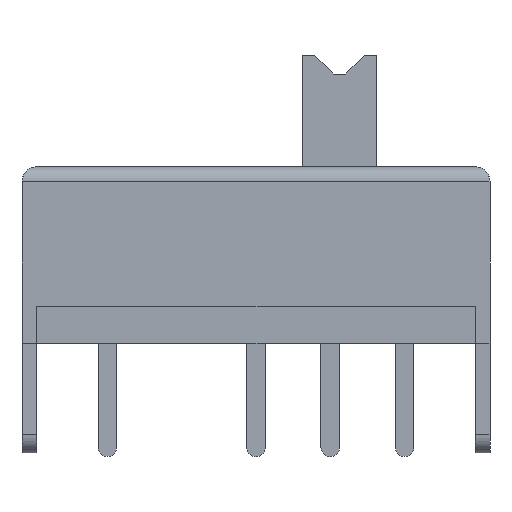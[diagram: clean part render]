
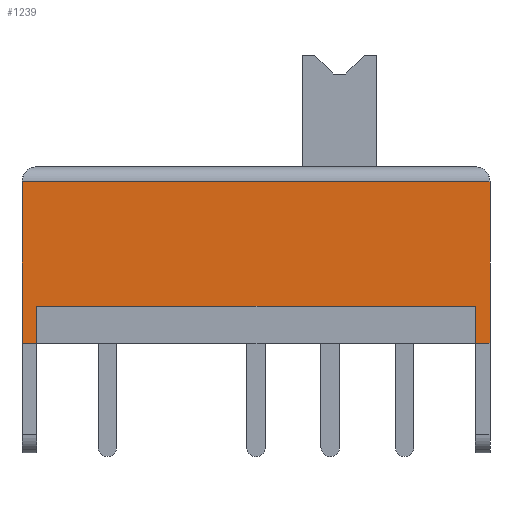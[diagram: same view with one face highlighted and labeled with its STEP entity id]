
A CAD part, front view. The second image highlights one B-rep face of the part: STEP entity #1239.
In plain terms, the highlighted planar face has unit normal (0, -1, 0).
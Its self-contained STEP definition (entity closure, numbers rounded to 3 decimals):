
#12 = CARTESIAN_POINT ( 'NONE',  ( -5.9, -2.3, 1. ) ) ;
#63 = DIRECTION ( 'NONE',  ( 0., 0., -1. ) ) ;
#93 = EDGE_CURVE ( 'NONE', #458, #137, #237, .T. ) ;
#97 = LINE ( 'NONE', #871, #1287 ) ;
#133 = VERTEX_POINT ( 'NONE', #1997 ) ;
#137 = VERTEX_POINT ( 'NONE', #705 ) ;
#216 = ORIENTED_EDGE ( 'NONE', *, *, #93, .T. ) ;
#219 = DIRECTION ( 'NONE',  ( 0., 0., -1. ) ) ;
#237 = LINE ( 'NONE', #1045, #808 ) ;
#323 = VECTOR ( 'NONE', #957, 1000. ) ;
#334 = CARTESIAN_POINT ( 'NONE',  ( -6.3, -2.3, 4.75 ) ) ;
#356 = DIRECTION ( 'NONE',  ( 0., 0., 1. ) ) ;
#458 = VERTEX_POINT ( 'NONE', #1680 ) ;
#464 = LINE ( 'NONE', #1056, #1477 ) ;
#509 = AXIS2_PLACEMENT_3D ( 'NONE', #334, #1953, #356 ) ;
#567 = EDGE_CURVE ( 'NONE', #1316, #1398, #97, .T. ) ;
#578 = ORIENTED_EDGE ( 'NONE', *, *, #1518, .T. ) ;
#705 = CARTESIAN_POINT ( 'NONE',  ( 5.9, -2.3, 0. ) ) ;
#722 = EDGE_CURVE ( 'NONE', #458, #1316, #1645, .T. ) ;
#730 = VERTEX_POINT ( 'NONE', #786 ) ;
#760 = VECTOR ( 'NONE', #1652, 1000. ) ;
#772 = EDGE_CURVE ( 'NONE', #133, #1092, #1496, .T. ) ;
#786 = CARTESIAN_POINT ( 'NONE',  ( -6.3, -2.3, 0. ) ) ;
#808 = VECTOR ( 'NONE', #219, 1000. ) ;
#838 = ORIENTED_EDGE ( 'NONE', *, *, #1210, .T. ) ;
#871 = CARTESIAN_POINT ( 'NONE',  ( -5.9, -2.3, 1. ) ) ;
#915 = ORIENTED_EDGE ( 'NONE', *, *, #722, .F. ) ;
#957 = DIRECTION ( 'NONE',  ( -1., 0., 0. ) ) ;
#1028 = DIRECTION ( 'NONE',  ( 0., 0., -1. ) ) ;
#1045 = CARTESIAN_POINT ( 'NONE',  ( 5.9, -2.3, 1. ) ) ;
#1056 = CARTESIAN_POINT ( 'NONE',  ( -6.3, -2.3, 0. ) ) ;
#1058 = ORIENTED_EDGE ( 'NONE', *, *, #1977, .T. ) ;
#1061 = EDGE_CURVE ( 'NONE', #133, #2069, #1766, .T. ) ;
#1092 = VERTEX_POINT ( 'NONE', #1236 ) ;
#1142 = ORIENTED_EDGE ( 'NONE', *, *, #567, .F. ) ;
#1149 = LINE ( 'NONE', #1284, #1583 ) ;
#1168 = DIRECTION ( 'NONE',  ( 0., 0., -1. ) ) ;
#1191 = CARTESIAN_POINT ( 'NONE',  ( 6.3, -2.3, 0. ) ) ;
#1210 = EDGE_CURVE ( 'NONE', #1092, #730, #1149, .T. ) ;
#1236 = CARTESIAN_POINT ( 'NONE',  ( -6.3, -2.3, 4.35 ) ) ;
#1239 = ADVANCED_FACE ( 'NONE', ( #1431 ), #1501, .F. ) ;
#1284 = CARTESIAN_POINT ( 'NONE',  ( -6.3, -2.3, 4.75 ) ) ;
#1287 = VECTOR ( 'NONE', #1028, 1000. ) ;
#1294 = CARTESIAN_POINT ( 'NONE',  ( -5.9, -2.3, 1. ) ) ;
#1316 = VERTEX_POINT ( 'NONE', #12 ) ;
#1328 = CARTESIAN_POINT ( 'NONE',  ( -6.3, -2.3, 4.35 ) ) ;
#1332 = VECTOR ( 'NONE', #63, 1000. ) ;
#1398 = VERTEX_POINT ( 'NONE', #2006 ) ;
#1431 = FACE_OUTER_BOUND ( 'NONE', #1524, .T. ) ;
#1464 = DIRECTION ( 'NONE',  ( 1., 0., 0. ) ) ;
#1477 = VECTOR ( 'NONE', #1709, 1000. ) ;
#1478 = CARTESIAN_POINT ( 'NONE',  ( -6.3, -2.3, 0. ) ) ;
#1496 = LINE ( 'NONE', #1328, #760 ) ;
#1501 = PLANE ( 'NONE',  #509 ) ;
#1518 = EDGE_CURVE ( 'NONE', #137, #2069, #464, .T. ) ;
#1524 = EDGE_LOOP ( 'NONE', ( #915, #216, #578, #1816, #2108, #838, #1058, #1142 ) ) ;
#1583 = VECTOR ( 'NONE', #1168, 1000. ) ;
#1624 = VECTOR ( 'NONE', #1464, 1000. ) ;
#1645 = LINE ( 'NONE', #1294, #323 ) ;
#1652 = DIRECTION ( 'NONE',  ( -1., 0., 0. ) ) ;
#1680 = CARTESIAN_POINT ( 'NONE',  ( 5.9, -2.3, 1. ) ) ;
#1709 = DIRECTION ( 'NONE',  ( 1., 0., 0. ) ) ;
#1766 = LINE ( 'NONE', #1851, #1332 ) ;
#1816 = ORIENTED_EDGE ( 'NONE', *, *, #1061, .F. ) ;
#1844 = LINE ( 'NONE', #1478, #1624 ) ;
#1851 = CARTESIAN_POINT ( 'NONE',  ( 6.3, -2.3, 4.75 ) ) ;
#1953 = DIRECTION ( 'NONE',  ( 0., 1., 0. ) ) ;
#1977 = EDGE_CURVE ( 'NONE', #730, #1398, #1844, .T. ) ;
#1997 = CARTESIAN_POINT ( 'NONE',  ( 6.3, -2.3, 4.35 ) ) ;
#2006 = CARTESIAN_POINT ( 'NONE',  ( -5.9, -2.3, 0. ) ) ;
#2069 = VERTEX_POINT ( 'NONE', #1191 ) ;
#2108 = ORIENTED_EDGE ( 'NONE', *, *, #772, .T. ) ;
